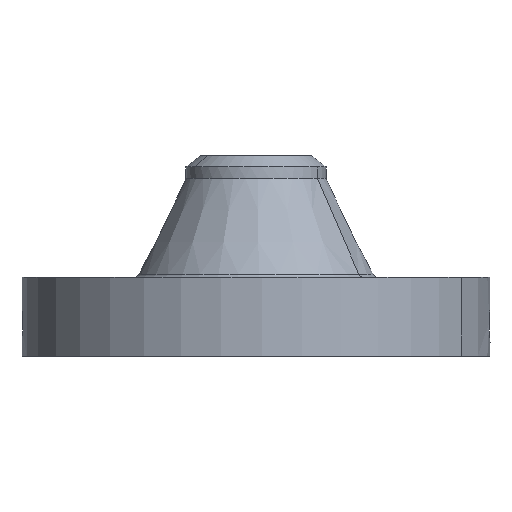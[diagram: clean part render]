
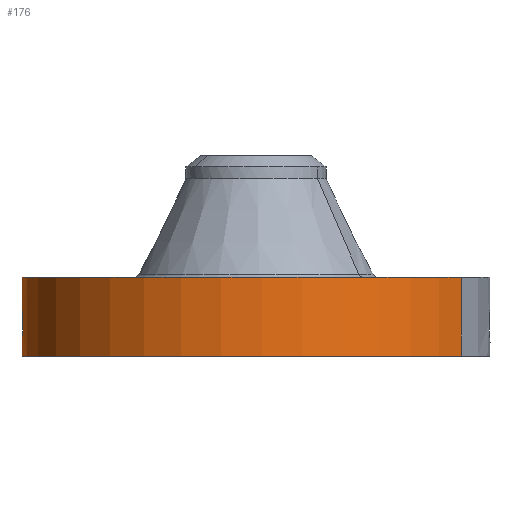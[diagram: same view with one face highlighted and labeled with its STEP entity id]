
A CAD part, left-side view. The second image highlights one B-rep face of the part: STEP entity #176.
In plain terms, the highlighted cylindrical face has radius 122.174 mm (diameter 244.348 mm), a partial arc.
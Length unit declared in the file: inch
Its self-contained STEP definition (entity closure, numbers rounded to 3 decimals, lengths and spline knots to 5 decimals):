
#38=AXIS2_PLACEMENT_3D('Cylinder Axis2P3D',#35,#36,#37) ;
#42=AXIS2_PLACEMENT_3D('Circle Axis2P3D',#40,#41,$) ;
#58=AXIS2_PLACEMENT_3D('Circle Axis2P3D',#56,#57,$) ;
#35=CARTESIAN_POINT('Axis2P3D Location',(0.,0.,2.31)) ;
#40=CARTESIAN_POINT('Axis2P3D Location',(0.,0.,0.25)) ;
#44=CARTESIAN_POINT('Vertex',(-2.30604,-4.22117,0.25)) ;
#46=CARTESIAN_POINT('Vertex',(2.30604,4.22117,0.25)) ;
#49=CARTESIAN_POINT('Line Origine',(-2.30604,-4.22117,1.06)) ;
#53=CARTESIAN_POINT('Vertex',(-2.30604,-4.22117,1.87)) ;
#56=CARTESIAN_POINT('Axis2P3D Location',(0.,0.,1.87)) ;
#60=CARTESIAN_POINT('Vertex',(2.30604,4.22117,1.87)) ;
#63=CARTESIAN_POINT('Line Origine',(2.30604,4.22117,1.06)) ;
#75=CARTESIAN_POINT('Control Point',(-0.06614,4.80955,1.28787)) ;
#76=CARTESIAN_POINT('Control Point',(-0.04459,4.80984,1.29198)) ;
#77=CARTESIAN_POINT('Control Point',(-0.02266,4.81,1.29407)) ;
#78=CARTESIAN_POINT('Control Point',(-0.00072,4.81,1.29412)) ;
#79=CARTESIAN_POINT('Vertex',(-0.06611,4.80955,1.28788)) ;
#81=CARTESIAN_POINT('Vertex',(-0.00072,4.81,1.29412)) ;
#85=CARTESIAN_POINT('Control Point',(-0.06611,4.80955,1.28788)) ;
#86=CARTESIAN_POINT('Control Point',(-0.10256,4.80904,1.28211)) ;
#87=CARTESIAN_POINT('Control Point',(-0.13804,4.80813,1.26986)) ;
#88=CARTESIAN_POINT('Control Point',(-0.17051,4.80698,1.25214)) ;
#89=CARTESIAN_POINT('Vertex',(-0.17051,4.80698,1.25214)) ;
#93=CARTESIAN_POINT('Control Point',(-0.029,4.80991,0.53104)) ;
#94=CARTESIAN_POINT('Control Point',(-0.07492,4.80964,0.53694)) ;
#95=CARTESIAN_POINT('Control Point',(-0.1197,4.80882,0.55023)) ;
#96=CARTESIAN_POINT('Control Point',(-0.16162,4.80752,0.57053)) ;
#97=CARTESIAN_POINT('Control Point',(-0.24617,4.80407,0.62891)) ;
#98=CARTESIAN_POINT('Control Point',(-0.30682,4.80035,0.71039)) ;
#99=CARTESIAN_POINT('Control Point',(-0.33178,4.79859,0.76022)) ;
#100=CARTESIAN_POINT('Control Point',(-0.36025,4.7965,0.85291)) ;
#101=CARTESIAN_POINT('Control Point',(-0.36108,4.79642,0.94821)) ;
#102=CARTESIAN_POINT('Control Point',(-0.35624,4.7968,0.98915)) ;
#103=CARTESIAN_POINT('Control Point',(-0.33398,4.79846,1.07799)) ;
#104=CARTESIAN_POINT('Control Point',(-0.28708,4.80154,1.15688)) ;
#105=CARTESIAN_POINT('Control Point',(-0.25403,4.80351,1.19582)) ;
#106=CARTESIAN_POINT('Control Point',(-0.21453,4.80542,1.22812)) ;
#107=CARTESIAN_POINT('Control Point',(-0.17051,4.80698,1.25214)) ;
#108=CARTESIAN_POINT('Vertex',(-0.029,4.80991,0.53104)) ;
#112=CARTESIAN_POINT('Control Point',(-0.029,4.80991,0.53104)) ;
#113=CARTESIAN_POINT('Control Point',(-0.01933,4.80997,0.53085)) ;
#114=CARTESIAN_POINT('Control Point',(-0.00965,4.81,0.53096)) ;
#115=CARTESIAN_POINT('Control Point',(0.,4.81,0.53137)) ;
#116=CARTESIAN_POINT('Vertex',(0.,4.81,0.53137)) ;
#120=CARTESIAN_POINT('Control Point',(0.19457,4.80606,0.58385)) ;
#121=CARTESIAN_POINT('Control Point',(0.13483,4.80848,0.55203)) ;
#122=CARTESIAN_POINT('Control Point',(0.06784,4.81,0.53425)) ;
#123=CARTESIAN_POINT('Control Point',(0.,4.81,0.53137)) ;
#124=CARTESIAN_POINT('Vertex',(0.19457,4.80606,0.58385)) ;
#128=CARTESIAN_POINT('Control Point',(0.33965,4.79799,0.71104)) ;
#129=CARTESIAN_POINT('Control Point',(0.31164,4.79998,0.6711)) ;
#130=CARTESIAN_POINT('Control Point',(0.27701,4.80221,0.63588)) ;
#131=CARTESIAN_POINT('Control Point',(0.23747,4.80433,0.60669)) ;
#132=CARTESIAN_POINT('Control Point',(0.19457,4.80606,0.58385)) ;
#133=CARTESIAN_POINT('Vertex',(0.33965,4.79799,0.71104)) ;
#137=CARTESIAN_POINT('Control Point',(0.33965,4.79799,0.71104)) ;
#138=CARTESIAN_POINT('Control Point',(0.37275,4.79565,0.76224)) ;
#139=CARTESIAN_POINT('Control Point',(0.39486,4.79378,0.82026)) ;
#140=CARTESIAN_POINT('Control Point',(0.40509,4.79291,0.88038)) ;
#141=CARTESIAN_POINT('Vertex',(0.40509,4.79291,0.88038)) ;
#145=CARTESIAN_POINT('Control Point',(0.40509,4.79291,0.88038)) ;
#146=CARTESIAN_POINT('Control Point',(0.41107,4.79241,0.93053)) ;
#147=CARTESIAN_POINT('Control Point',(0.40821,4.79264,0.98165)) ;
#148=CARTESIAN_POINT('Control Point',(0.39608,4.79371,1.03151)) ;
#149=CARTESIAN_POINT('Control Point',(0.3627,4.79645,1.10748)) ;
#150=CARTESIAN_POINT('Control Point',(0.31128,4.79999,1.17036)) ;
#151=CARTESIAN_POINT('Control Point',(0.28879,4.80141,1.19262)) ;
#152=CARTESIAN_POINT('Control Point',(0.22426,4.80508,1.24471)) ;
#153=CARTESIAN_POINT('Control Point',(0.14894,4.80805,1.27819)) ;
#154=CARTESIAN_POINT('Control Point',(0.0997,4.80936,1.29128)) ;
#155=CARTESIAN_POINT('Control Point',(0.04954,4.81,1.29658)) ;
#156=CARTESIAN_POINT('Control Point',(-0.00003,4.81,1.29415)) ;
#157=CARTESIAN_POINT('Vertex',(-0.00003,4.81,1.29415)) ;
#161=CARTESIAN_POINT('Control Point',(-0.00072,4.81,1.29412)) ;
#162=CARTESIAN_POINT('Control Point',(-0.00037,4.81,1.29414)) ;
#163=CARTESIAN_POINT('Control Point',(-0.00003,4.81,1.29415)) ;
#36=DIRECTION('Axis2P3D Direction',(0.,0.,-0.039)) ;
#37=DIRECTION('Axis2P3D XDirection',(0.019,0.035,0.)) ;
#41=DIRECTION('Axis2P3D Direction',(0.,0.,-0.039)) ;
#50=DIRECTION('Vector Direction',(0.,0.,-0.039)) ;
#57=DIRECTION('Axis2P3D Direction',(0.,0.,-0.039)) ;
#64=DIRECTION('Vector Direction',(0.,0.,-0.039)) ;
#51=VECTOR('Line Direction',#50,0.03937) ;
#65=VECTOR('Line Direction',#64,0.03937) ;
#69=ORIENTED_EDGE('',*,*,#48,.F.) ;
#70=ORIENTED_EDGE('',*,*,#55,.T.) ;
#71=ORIENTED_EDGE('',*,*,#62,.T.) ;
#72=ORIENTED_EDGE('',*,*,#67,.F.) ;
#166=ORIENTED_EDGE('',*,*,#83,.F.) ;
#167=ORIENTED_EDGE('',*,*,#91,.T.) ;
#168=ORIENTED_EDGE('',*,*,#110,.F.) ;
#169=ORIENTED_EDGE('',*,*,#118,.T.) ;
#170=ORIENTED_EDGE('',*,*,#126,.F.) ;
#171=ORIENTED_EDGE('',*,*,#135,.F.) ;
#172=ORIENTED_EDGE('',*,*,#143,.T.) ;
#173=ORIENTED_EDGE('',*,*,#159,.T.) ;
#174=ORIENTED_EDGE('',*,*,#164,.F.) ;
#175=FACE_BOUND('',#165,.T.) ;
#176=ADVANCED_FACE('PartBody',(#73,#175),#39,.T.) ;
#74=B_SPLINE_CURVE_WITH_KNOTS('',3,(#75,#76,#77,#78),.UNSPECIFIED.,.F.,.U.,(4,4),(4.08821,6.52204),.UNSPECIFIED.) ;
#84=B_SPLINE_CURVE_WITH_KNOTS('',3,(#85,#86,#87,#88),.UNSPECIFIED.,.F.,.U.,(4,4),(0.,4.1462),.UNSPECIFIED.) ;
#92=B_SPLINE_CURVE_WITH_KNOTS('',5,(#93,#94,#95,#96,#97,#98,#99,#100,#101,#102,#103,#104,#105,#106,#107),.UNSPECIFIED.,.F.,.U.,(6,3,3,3,6),(0.,8.04666,18.00025,25.60586,34.97511),.UNSPECIFIED.) ;
#111=B_SPLINE_CURVE_WITH_KNOTS('',3,(#112,#113,#114,#115),.UNSPECIFIED.,.F.,.U.,(4,4),(0.,1.00909),.UNSPECIFIED.) ;
#119=B_SPLINE_CURVE_WITH_KNOTS('',3,(#120,#121,#122,#123),.UNSPECIFIED.,.F.,.U.,(4,4),(0.,7.08943),.UNSPECIFIED.) ;
#127=B_SPLINE_CURVE_WITH_KNOTS('',4,(#128,#129,#130,#131,#132),.UNSPECIFIED.,.F.,.U.,(5,5),(0.,6.78702),.UNSPECIFIED.) ;
#136=B_SPLINE_CURVE_WITH_KNOTS('',3,(#137,#138,#139,#140),.UNSPECIFIED.,.F.,.U.,(4,4),(0.,6.36004),.UNSPECIFIED.) ;
#144=B_SPLINE_CURVE_WITH_KNOTS('',5,(#145,#146,#147,#148,#149,#150,#151,#152,#153,#154,#155,#156),.UNSPECIFIED.,.F.,.U.,(6,3,3,6),(0.,8.77852,14.42223,23.68665),.UNSPECIFIED.) ;
#160=B_SPLINE_CURVE_WITH_KNOTS('',2,(#161,#162,#163),.UNSPECIFIED.,.F.,.U.,(3,3),(1.101,1.12684),.UNSPECIFIED.) ;
#43=CIRCLE('generated circle',#42,4.81) ;
#59=CIRCLE('generated circle',#58,4.81) ;
#39=CYLINDRICAL_SURFACE('generated cylinder',#38,4.81) ;
#48=EDGE_CURVE('',#45,#47,#43,.T.) ;
#55=EDGE_CURVE('',#45,#54,#52,.F.) ;
#62=EDGE_CURVE('',#54,#61,#59,.T.) ;
#67=EDGE_CURVE('',#47,#61,#66,.F.) ;
#83=EDGE_CURVE('',#80,#82,#74,.T.) ;
#91=EDGE_CURVE('',#80,#90,#84,.T.) ;
#110=EDGE_CURVE('',#109,#90,#92,.T.) ;
#118=EDGE_CURVE('',#109,#117,#111,.T.) ;
#126=EDGE_CURVE('',#125,#117,#119,.T.) ;
#135=EDGE_CURVE('',#134,#125,#127,.T.) ;
#143=EDGE_CURVE('',#134,#142,#136,.T.) ;
#159=EDGE_CURVE('',#142,#158,#144,.T.) ;
#164=EDGE_CURVE('',#82,#158,#160,.T.) ;
#68=EDGE_LOOP('',(#69,#70,#71,#72)) ;
#165=EDGE_LOOP('',(#166,#167,#168,#169,#170,#171,#172,#173,#174)) ;
#73=FACE_OUTER_BOUND('',#68,.T.) ;
#52=LINE('Line',#49,#51) ;
#66=LINE('Line',#63,#65) ;
#45=VERTEX_POINT('',#44) ;
#47=VERTEX_POINT('',#46) ;
#54=VERTEX_POINT('',#53) ;
#61=VERTEX_POINT('',#60) ;
#80=VERTEX_POINT('',#79) ;
#82=VERTEX_POINT('',#81) ;
#90=VERTEX_POINT('',#89) ;
#109=VERTEX_POINT('',#108) ;
#117=VERTEX_POINT('',#116) ;
#125=VERTEX_POINT('',#124) ;
#134=VERTEX_POINT('',#133) ;
#142=VERTEX_POINT('',#141) ;
#158=VERTEX_POINT('',#157) ;
